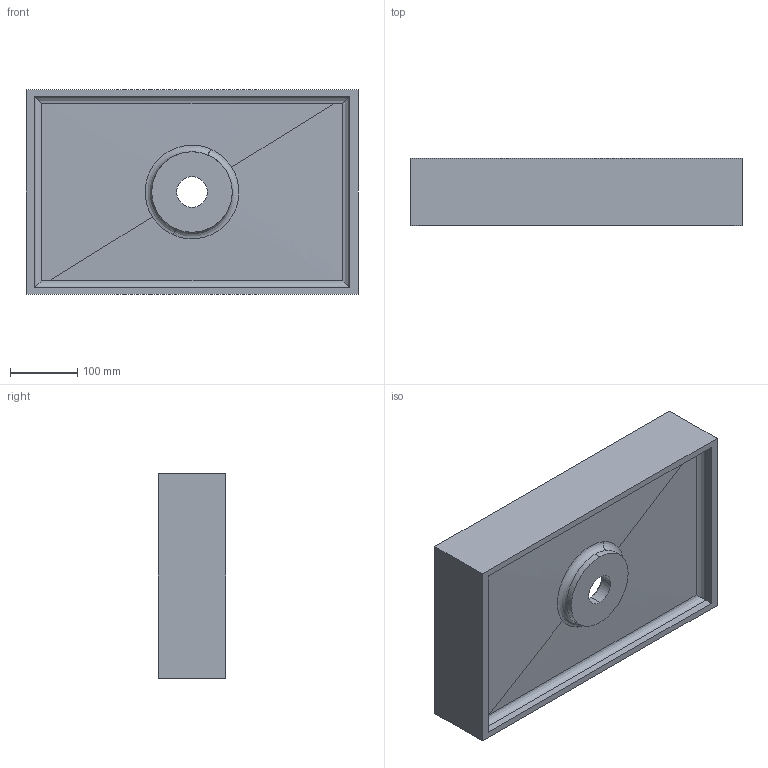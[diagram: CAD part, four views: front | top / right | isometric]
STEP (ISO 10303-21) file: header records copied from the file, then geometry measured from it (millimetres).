
FILE_DESCRIPTION (( 'STEP AP214' ), '1' );
FILE_NAME ('MILU.STEP', '2022-10-26T10:48:10', ( '' ), ( '' ), 'SwSTEP 2.0', 'SolidWorks 2022', '' );
FILE_SCHEMA (( 'AUTOMOTIVE_DESIGN' ));
Length unit declared in the file: millimetre
Products named in the file (1): MILU
Bounding box: 495 x 100 x 305 mm (x, y, z)
Volume: 2890572.8 mm3; surface area: 585842.4 mm2
Topology: 1 solids, 1 shells, 41 faces, 128 edges, 86 vertices
Faces by surface type: bspline 24, plane 11, cylinder 4, cone 2
Entity records: 15561 total; most frequent: CARTESIAN_POINT 14635, ORIENTED_EDGE 248, EDGE_CURVE 124, VERTEX_POINT 86, DIRECTION 86, B_SPLINE_CURVE_WITH_KNOTS 82, EDGE_LOOP 44, ADVANCED_FACE 41
